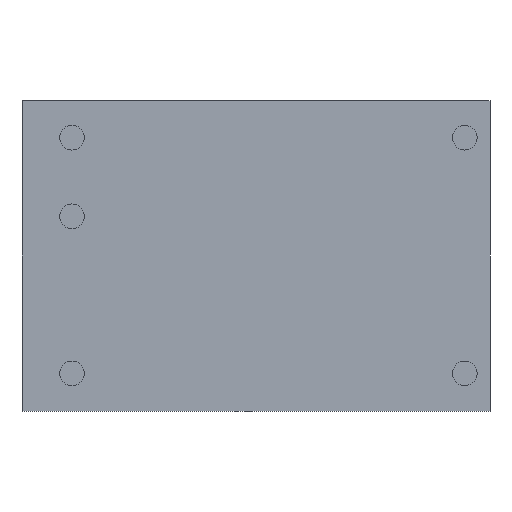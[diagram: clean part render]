
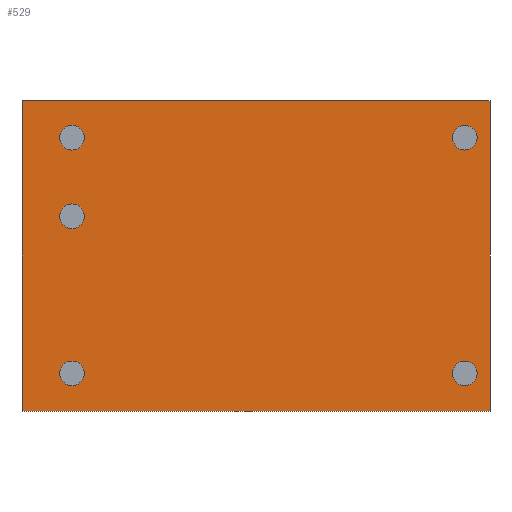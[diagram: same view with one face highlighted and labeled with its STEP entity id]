
A CAD part, front view. The second image highlights one B-rep face of the part: STEP entity #529.
In plain terms, the highlighted planar face has unit normal (0, -1, 0).
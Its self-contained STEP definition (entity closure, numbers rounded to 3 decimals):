
#5 = DIRECTION ( 'NONE',  ( 0., 0., 1. ) ) ;
#9 = VECTOR ( 'NONE', #743, 1000. ) ;
#17 = CARTESIAN_POINT ( 'NONE',  ( 2.02, 0., 1.54 ) ) ;
#26 = DIRECTION ( 'NONE',  ( 0., -1., 0. ) ) ;
#30 = EDGE_LOOP ( 'NONE', ( #403, #253 ) ) ;
#34 = PLANE ( 'NONE',  #760 ) ;
#35 = EDGE_CURVE ( 'NONE', #53, #586, #506, .T. ) ;
#41 = EDGE_LOOP ( 'NONE', ( #370, #345 ) ) ;
#46 = FACE_BOUND ( 'NONE', #720, .T. ) ;
#47 = DIRECTION ( 'NONE',  ( 0., -1., 0. ) ) ;
#51 = VERTEX_POINT ( 'NONE', #228 ) ;
#53 = VERTEX_POINT ( 'NONE', #84 ) ;
#72 = AXIS2_PLACEMENT_3D ( 'NONE', #702, #273, #5 ) ;
#77 = FACE_BOUND ( 'NONE', #30, .T. ) ;
#84 = CARTESIAN_POINT ( 'NONE',  ( 0., 0., 12.57 ) ) ;
#87 = AXIS2_PLACEMENT_3D ( 'NONE', #663, #122, #549 ) ;
#103 = AXIS2_PLACEMENT_3D ( 'NONE', #666, #312, #333 ) ;
#104 = CIRCLE ( 'NONE', #759, 0.5 ) ;
#111 = DIRECTION ( 'NONE',  ( 0., 0., 1. ) ) ;
#122 = DIRECTION ( 'NONE',  ( 0., -1., 0. ) ) ;
#123 = CARTESIAN_POINT ( 'NONE',  ( 18.92, 0., 0. ) ) ;
#132 = DIRECTION ( 'NONE',  ( 1., 0., 0. ) ) ;
#141 = EDGE_CURVE ( 'NONE', #450, #381, #476, .T. ) ;
#144 = LINE ( 'NONE', #279, #457 ) ;
#146 = DIRECTION ( 'NONE',  ( 0., -1., 0. ) ) ;
#155 = DIRECTION ( 'NONE',  ( 0., -1., 0. ) ) ;
#163 = DIRECTION ( 'NONE',  ( 0., 0., 1. ) ) ;
#168 = EDGE_CURVE ( 'NONE', #776, #250, #747, .T. ) ;
#177 = CARTESIAN_POINT ( 'NONE',  ( 0., 0., 12.57 ) ) ;
#188 = ORIENTED_EDGE ( 'NONE', *, *, #35, .F. ) ;
#203 = DIRECTION ( 'NONE',  ( 0., -1., 0. ) ) ;
#204 = AXIS2_PLACEMENT_3D ( 'NONE', #334, #408, #163 ) ;
#205 = CARTESIAN_POINT ( 'NONE',  ( 2.02, 0., 10.57 ) ) ;
#209 = EDGE_LOOP ( 'NONE', ( #749, #435 ) ) ;
#228 = CARTESIAN_POINT ( 'NONE',  ( 17.9, 0., 1.04 ) ) ;
#229 = CARTESIAN_POINT ( 'NONE',  ( 18.92, 0., 0. ) ) ;
#230 = DIRECTION ( 'NONE',  ( 0., 0., 1. ) ) ;
#231 = EDGE_CURVE ( 'NONE', #381, #450, #513, .T. ) ;
#235 = CARTESIAN_POINT ( 'NONE',  ( 17.9, 0., 1.54 ) ) ;
#239 = VERTEX_POINT ( 'NONE', #321 ) ;
#240 = CARTESIAN_POINT ( 'NONE',  ( 2.02, 0., 7.89 ) ) ;
#250 = VERTEX_POINT ( 'NONE', #741 ) ;
#252 = DIRECTION ( 'NONE',  ( -1., 0., 0. ) ) ;
#253 = ORIENTED_EDGE ( 'NONE', *, *, #305, .F. ) ;
#256 = DIRECTION ( 'NONE',  ( 0., 0., 1. ) ) ;
#261 = ORIENTED_EDGE ( 'NONE', *, *, #692, .F. ) ;
#262 = DIRECTION ( 'NONE',  ( 0., 0., 1. ) ) ;
#273 = DIRECTION ( 'NONE',  ( 0., -1., 0. ) ) ;
#279 = CARTESIAN_POINT ( 'NONE',  ( 0., 0., 0. ) ) ;
#281 = DIRECTION ( 'NONE',  ( 0., 0., 1. ) ) ;
#289 = CARTESIAN_POINT ( 'NONE',  ( 18.92, 0., 12.57 ) ) ;
#290 = EDGE_CURVE ( 'NONE', #599, #358, #144, .T. ) ;
#303 = CIRCLE ( 'NONE', #772, 0.5 ) ;
#305 = EDGE_CURVE ( 'NONE', #322, #239, #543, .T. ) ;
#312 = DIRECTION ( 'NONE',  ( 0., -1., 0. ) ) ;
#314 = VECTOR ( 'NONE', #256, 1000. ) ;
#321 = CARTESIAN_POINT ( 'NONE',  ( 2.02, 0., 8.39 ) ) ;
#322 = VERTEX_POINT ( 'NONE', #571 ) ;
#333 = DIRECTION ( 'NONE',  ( 0., 0., 1. ) ) ;
#334 = CARTESIAN_POINT ( 'NONE',  ( 2.02, 0., 11.07 ) ) ;
#336 = EDGE_CURVE ( 'NONE', #51, #623, #303, .T. ) ;
#345 = ORIENTED_EDGE ( 'NONE', *, *, #231, .F. ) ;
#350 = FACE_BOUND ( 'NONE', #672, .T. ) ;
#356 = EDGE_CURVE ( 'NONE', #358, #53, #371, .T. ) ;
#358 = VERTEX_POINT ( 'NONE', #684 ) ;
#370 = ORIENTED_EDGE ( 'NONE', *, *, #141, .F. ) ;
#371 = LINE ( 'NONE', #534, #314 ) ;
#372 = CARTESIAN_POINT ( 'NONE',  ( 2.02, 0., 2.04 ) ) ;
#381 = VERTEX_POINT ( 'NONE', #520 ) ;
#387 = VECTOR ( 'NONE', #132, 1000. ) ;
#399 = EDGE_CURVE ( 'NONE', #239, #322, #567, .T. ) ;
#403 = ORIENTED_EDGE ( 'NONE', *, *, #399, .F. ) ;
#408 = DIRECTION ( 'NONE',  ( 0., -1., 0. ) ) ;
#415 = VERTEX_POINT ( 'NONE', #372 ) ;
#417 = VERTEX_POINT ( 'NONE', #465 ) ;
#418 = CARTESIAN_POINT ( 'NONE',  ( 2.02, 0., 11.07 ) ) ;
#431 = AXIS2_PLACEMENT_3D ( 'NONE', #240, #155, #262 ) ;
#432 = DIRECTION ( 'NONE',  ( 0., 0., 1. ) ) ;
#434 = ORIENTED_EDGE ( 'NONE', *, *, #562, .F. ) ;
#435 = ORIENTED_EDGE ( 'NONE', *, *, #336, .F. ) ;
#447 = AXIS2_PLACEMENT_3D ( 'NONE', #17, #203, #497 ) ;
#450 = VERTEX_POINT ( 'NONE', #686 ) ;
#457 = VECTOR ( 'NONE', #252, 1000. ) ;
#461 = ORIENTED_EDGE ( 'NONE', *, *, #356, .F. ) ;
#465 = CARTESIAN_POINT ( 'NONE',  ( 2.02, 0., 1.04 ) ) ;
#476 = CIRCLE ( 'NONE', #72, 0.5 ) ;
#479 = LINE ( 'NONE', #229, #9 ) ;
#480 = FACE_BOUND ( 'NONE', #209, .T. ) ;
#494 = EDGE_CURVE ( 'NONE', #586, #599, #479, .T. ) ;
#497 = DIRECTION ( 'NONE',  ( 0., 0., 1. ) ) ;
#499 = CIRCLE ( 'NONE', #636, 0.5 ) ;
#506 = LINE ( 'NONE', #177, #387 ) ;
#513 = CIRCLE ( 'NONE', #87, 0.5 ) ;
#520 = CARTESIAN_POINT ( 'NONE',  ( 17.9, 0., 10.57 ) ) ;
#529 = ADVANCED_FACE ( 'NONE', ( #480, #77, #46, #550, #350, #551 ), #34, .F. ) ;
#534 = CARTESIAN_POINT ( 'NONE',  ( 0., 0., 0. ) ) ;
#537 = EDGE_CURVE ( 'NONE', #417, #415, #499, .T. ) ;
#543 = CIRCLE ( 'NONE', #431, 0.5 ) ;
#549 = DIRECTION ( 'NONE',  ( 0., 0., 1. ) ) ;
#550 = FACE_BOUND ( 'NONE', #41, .T. ) ;
#551 = FACE_OUTER_BOUND ( 'NONE', #719, .T. ) ;
#552 = CIRCLE ( 'NONE', #204, 0.5 ) ;
#558 = CARTESIAN_POINT ( 'NONE',  ( 17.9, 0., 1.54 ) ) ;
#562 = EDGE_CURVE ( 'NONE', #250, #776, #552, .T. ) ;
#567 = CIRCLE ( 'NONE', #103, 0.5 ) ;
#571 = CARTESIAN_POINT ( 'NONE',  ( 2.02, 0., 7.39 ) ) ;
#573 = DIRECTION ( 'NONE',  ( 0., 1., 0. ) ) ;
#574 = CARTESIAN_POINT ( 'NONE',  ( 2.02, 0., 1.54 ) ) ;
#586 = VERTEX_POINT ( 'NONE', #289 ) ;
#587 = DIRECTION ( 'NONE',  ( 0., -1., 0. ) ) ;
#599 = VERTEX_POINT ( 'NONE', #123 ) ;
#602 = CIRCLE ( 'NONE', #447, 0.5 ) ;
#610 = ORIENTED_EDGE ( 'NONE', *, *, #168, .F. ) ;
#612 = AXIS2_PLACEMENT_3D ( 'NONE', #418, #146, #281 ) ;
#623 = VERTEX_POINT ( 'NONE', #687 ) ;
#624 = ORIENTED_EDGE ( 'NONE', *, *, #494, .F. ) ;
#629 = ORIENTED_EDGE ( 'NONE', *, *, #537, .F. ) ;
#636 = AXIS2_PLACEMENT_3D ( 'NONE', #574, #47, #111 ) ;
#643 = CARTESIAN_POINT ( 'NONE',  ( 0., 0., 0. ) ) ;
#663 = CARTESIAN_POINT ( 'NONE',  ( 17.9, 0., 11.07 ) ) ;
#666 = CARTESIAN_POINT ( 'NONE',  ( 2.02, 0., 7.89 ) ) ;
#672 = EDGE_LOOP ( 'NONE', ( #434, #610 ) ) ;
#684 = CARTESIAN_POINT ( 'NONE',  ( 0., 0., 0. ) ) ;
#686 = CARTESIAN_POINT ( 'NONE',  ( 17.9, 0., 11.57 ) ) ;
#687 = CARTESIAN_POINT ( 'NONE',  ( 17.9, 0., 2.04 ) ) ;
#692 = EDGE_CURVE ( 'NONE', #415, #417, #602, .T. ) ;
#702 = CARTESIAN_POINT ( 'NONE',  ( 17.9, 0., 11.07 ) ) ;
#719 = EDGE_LOOP ( 'NONE', ( #461, #736, #624, #188 ) ) ;
#720 = EDGE_LOOP ( 'NONE', ( #261, #629 ) ) ;
#736 = ORIENTED_EDGE ( 'NONE', *, *, #290, .F. ) ;
#740 = DIRECTION ( 'NONE',  ( 0., 0., 1. ) ) ;
#741 = CARTESIAN_POINT ( 'NONE',  ( 2.02, 0., 11.57 ) ) ;
#743 = DIRECTION ( 'NONE',  ( 0., 0., -1. ) ) ;
#747 = CIRCLE ( 'NONE', #612, 0.5 ) ;
#749 = ORIENTED_EDGE ( 'NONE', *, *, #774, .F. ) ;
#759 = AXIS2_PLACEMENT_3D ( 'NONE', #235, #26, #432 ) ;
#760 = AXIS2_PLACEMENT_3D ( 'NONE', #643, #573, #230 ) ;
#772 = AXIS2_PLACEMENT_3D ( 'NONE', #558, #587, #740 ) ;
#774 = EDGE_CURVE ( 'NONE', #623, #51, #104, .T. ) ;
#776 = VERTEX_POINT ( 'NONE', #205 ) ;
